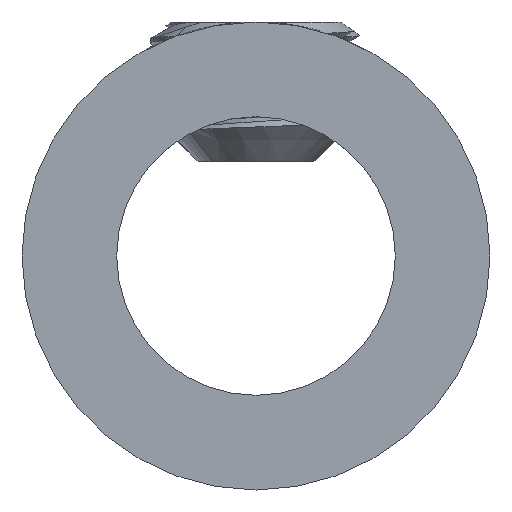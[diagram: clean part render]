
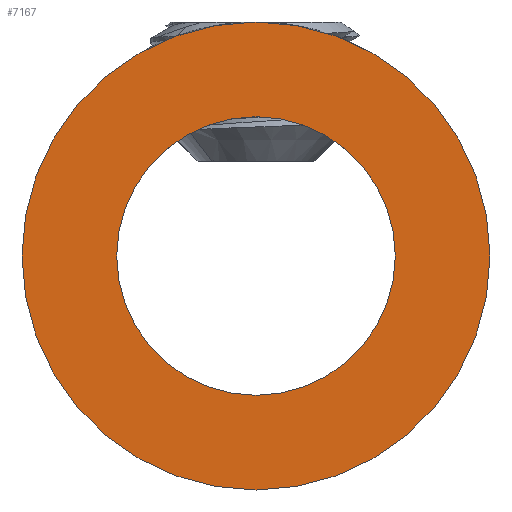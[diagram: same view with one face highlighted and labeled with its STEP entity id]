
A CAD part, front view. The second image highlights one B-rep face of the part: STEP entity #7167.
In plain terms, the highlighted planar face has unit normal (0, -1, 0).
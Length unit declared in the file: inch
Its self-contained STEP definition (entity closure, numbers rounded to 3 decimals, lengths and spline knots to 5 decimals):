
#446 = CARTESIAN_POINT ( 'NONE',  ( 0., 0., 0. ) ) ;
#923 = AXIS2_PLACEMENT_3D ( 'NONE', #2548, #1768, #8256 ) ;
#1122 = CARTESIAN_POINT ( 'NONE',  ( 0., 0., 0.21 ) ) ;
#1471 = EDGE_CURVE ( 'NONE', #9014, #9303, #5915, .T. ) ;
#1539 = AXIS2_PLACEMENT_3D ( 'NONE', #6047, #7645, #2747 ) ;
#1593 = CARTESIAN_POINT ( 'NONE',  ( 0., 0., 0. ) ) ;
#1682 = FACE_OUTER_BOUND ( 'NONE', #6272, .T. ) ;
#1768 = DIRECTION ( 'NONE',  ( 0., 1., 0. ) ) ;
#2387 = CARTESIAN_POINT ( 'NONE',  ( 0., 0., -0.125 ) ) ;
#2548 = CARTESIAN_POINT ( 'NONE',  ( 0., 0., 0. ) ) ;
#2747 = DIRECTION ( 'NONE',  ( 0., 0., -1. ) ) ;
#2927 = CARTESIAN_POINT ( 'NONE',  ( 0., 0., 0.125 ) ) ;
#3853 = ORIENTED_EDGE ( 'NONE', *, *, #10088, .F. ) ;
#4000 = ORIENTED_EDGE ( 'NONE', *, *, #1471, .F. ) ;
#4375 = DIRECTION ( 'NONE',  ( 0., -1., 0. ) ) ;
#5015 = CIRCLE ( 'NONE', #1539, 0.125 ) ;
#5111 = AXIS2_PLACEMENT_3D ( 'NONE', #8460, #4375, #7041 ) ;
#5283 = EDGE_CURVE ( 'NONE', #9303, #9014, #5015, .T. ) ;
#5482 = CARTESIAN_POINT ( 'NONE',  ( 0., 0., -0.21 ) ) ;
#5616 = EDGE_CURVE ( 'NONE', #9174, #9787, #10366, .T. ) ;
#5915 = CIRCLE ( 'NONE', #5111, 0.125 ) ;
#6047 = CARTESIAN_POINT ( 'NONE',  ( 0., 0., 0. ) ) ;
#6111 = DIRECTION ( 'NONE',  ( 0., 1., 0. ) ) ;
#6272 = EDGE_LOOP ( 'NONE', ( #7872, #3853 ) ) ;
#7041 = DIRECTION ( 'NONE',  ( 0., 0., -1. ) ) ;
#7167 = ADVANCED_FACE ( 'NONE', ( #9353, #1682 ), #9868, .F. ) ;
#7225 = DIRECTION ( 'NONE',  ( 0., 0., 1. ) ) ;
#7645 = DIRECTION ( 'NONE',  ( 0., -1., 0. ) ) ;
#7809 = DIRECTION ( 'NONE',  ( 0., 0., 1. ) ) ;
#7872 = ORIENTED_EDGE ( 'NONE', *, *, #5616, .F. ) ;
#8256 = DIRECTION ( 'NONE',  ( 0., 0., 1. ) ) ;
#8316 = CIRCLE ( 'NONE', #8978, 0.21 ) ;
#8460 = CARTESIAN_POINT ( 'NONE',  ( 0., 0., 0. ) ) ;
#8747 = ORIENTED_EDGE ( 'NONE', *, *, #5283, .F. ) ;
#8769 = EDGE_LOOP ( 'NONE', ( #4000, #8747 ) ) ;
#8798 = DIRECTION ( 'NONE',  ( 0., 1., 0. ) ) ;
#8978 = AXIS2_PLACEMENT_3D ( 'NONE', #446, #6111, #7809 ) ;
#9014 = VERTEX_POINT ( 'NONE', #2927 ) ;
#9163 = AXIS2_PLACEMENT_3D ( 'NONE', #1593, #8798, #7225 ) ;
#9174 = VERTEX_POINT ( 'NONE', #5482 ) ;
#9303 = VERTEX_POINT ( 'NONE', #2387 ) ;
#9353 = FACE_BOUND ( 'NONE', #8769, .T. ) ;
#9787 = VERTEX_POINT ( 'NONE', #1122 ) ;
#9868 = PLANE ( 'NONE',  #923 ) ;
#10088 = EDGE_CURVE ( 'NONE', #9787, #9174, #8316, .T. ) ;
#10366 = CIRCLE ( 'NONE', #9163, 0.21 ) ;
